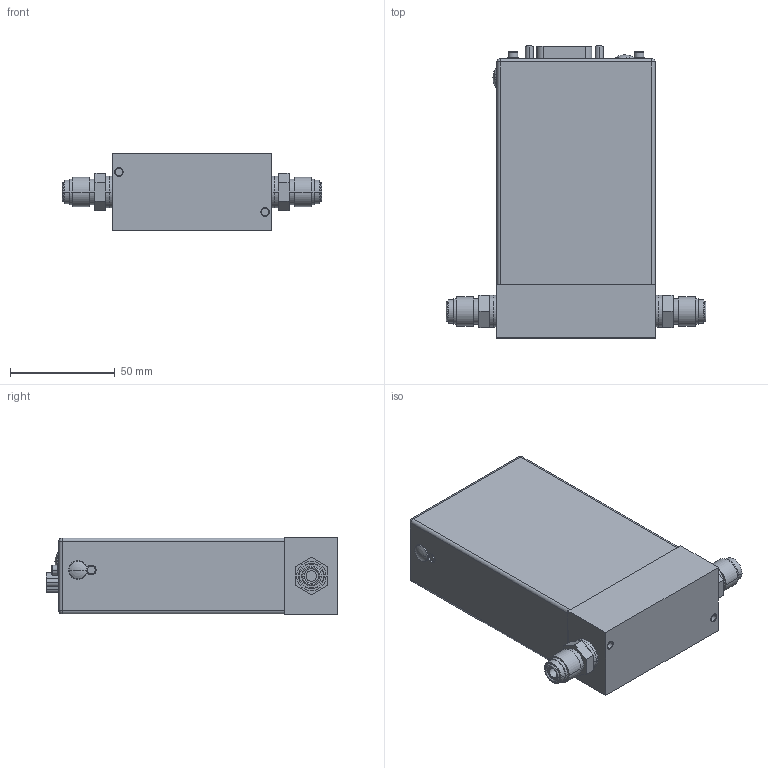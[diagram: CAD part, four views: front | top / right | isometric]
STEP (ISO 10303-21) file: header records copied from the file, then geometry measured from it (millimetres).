
FILE_DESCRIPTION((''),'2;1');
FILE_NAME('116467_1179A-15PIN-FNL-ASM_ASM','2011-08-08T',('cockrofm'),('MKS Instruments, Inc.'),'PRO/ENGINEER BY PARAMETRIC TECHNOLOGY CORPORATION, 2009060','PRO/ENGINEER BY PARAMETRIC TECHNOLOGY CORPORATION, 2009060','');
FILE_SCHEMA(('CONFIG_CONTROL_DESIGN'));
Length unit declared in the file: inch
Products named in the file (31): 118253_FLOWBODY-TYPE-1179A; 116407-P1; 117270_BRACKET-INLET-TALL; 440-FEX_PEM-MINI-FSTNR; 117270_BRACKET-INLET-TALL_ASM; 117882_PC-BRD-ANALOG-ASSY_ASM; 117384_PC-BOARD-15PIN; 747236_15PIN; CONNECTOR-SCREWLOCK; 4-40_CNNCTR-SPCR; 747236_15PIN-CNNCTR-ASSY_ASM; 160-3701; 185-3931_EXT-TOOTH-LCKWSHR; 146-3753_NUT; 105-7095_SWG-SPCR; RECT_COMP_17; RECT_COMP_18; CYL_COMP_4; 117385-G1_15PIN-BOARD-ASSY_ASM; 185-3744_INT-TOOTH-LCKWSR; 160-3863-OLD; 120333-G2_15PIN-BRCKT-ASSY_ASM; 160-0407; 185-7812_LCKWSHR; 160-3767; 160-9715; 120343-P2; 105837-P2_HOLE-PLUG; 185-7810_LCKWSHR; 160-3779; 116467_1179A-15PIN-FNL-ASM_ASM
Assembly tree (57 placements, depth 5):
  116467_1179A-15PIN-FNL-ASM_ASM
    118253_FLOWBODY-TYPE-1179A
    116407-P1  x2
    120333-G2_15PIN-BRCKT-ASSY_ASM
      117270_BRACKET-INLET-TALL_ASM
        117270_BRACKET-INLET-TALL
        440-FEX_PEM-MINI-FSTNR  x5
      117882_PC-BRD-ANALOG-ASSY_ASM
      117385-G1_15PIN-BOARD-ASSY_ASM
        117384_PC-BOARD-15PIN
        747236_15PIN-CNNCTR-ASSY_ASM
          747236_15PIN
          CONNECTOR-SCREWLOCK  x2
          4-40_CNNCTR-SPCR  x2
        160-3701  x2
        185-3931_EXT-TOOTH-LCKWSHR  x2
        146-3753_NUT  x2
        105-7095_SWG-SPCR  x3
        RECT_COMP_17
        RECT_COMP_18  x2
        CYL_COMP_4  x2
      185-3744_INT-TOOTH-LCKWSR  x2
      160-3863-OLD  x2
    160-0407  x2
    185-7812_LCKWSHR  x4
    160-3767  x4
    160-9715  x2
    120343-P2
    105837-P2_HOLE-PLUG  x2
    185-7810_LCKWSHR  x2
    160-3779  x2
Bounding box: 123.95 x 139.45 x 36.83 mm (x, y, z)
Volume: 110560.9 mm3; surface area: 90492.7 mm2
Topology: 52 solids, 69 shells, 2407 faces, 6024 edges, 3649 vertices
Faces by surface type: plane 1149, cylinder 744, bspline 208, torus 140, cone 132, sphere 34
Entity records: 46146 total; most frequent: CARTESIAN_POINT 10532, DIRECTION 7466, ORIENTED_EDGE 7072, EDGE_CURVE 3558, AXIS2_PLACEMENT_3D 2641, VERTEX_POINT 2282, VECTOR 2184, LINE 2184
